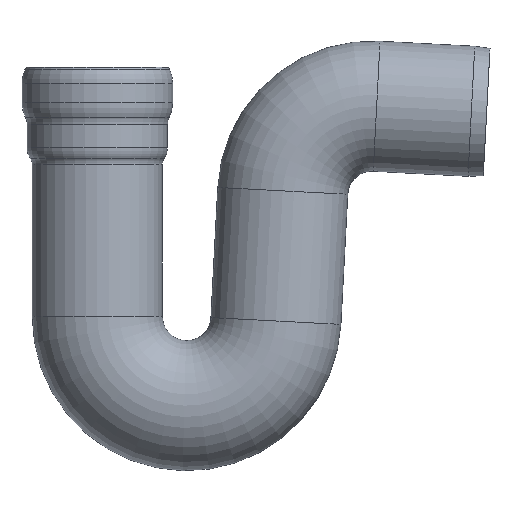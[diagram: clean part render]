
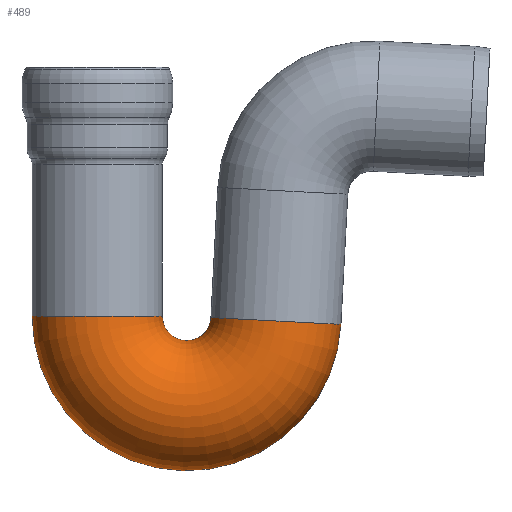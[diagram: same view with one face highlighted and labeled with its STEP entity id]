
A CAD part, front view. The second image highlights one B-rep face of the part: STEP entity #489.
In plain terms, the highlighted toroidal (fillet/blend) face has major radius 700 mm and minor radius 510 mm.
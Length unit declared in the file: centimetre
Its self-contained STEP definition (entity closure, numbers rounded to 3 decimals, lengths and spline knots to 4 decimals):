
#43=TOROIDAL_SURFACE('',#575,70.,51.);
#67=FACE_OUTER_BOUND('',#98,.T.);
#98=EDGE_LOOP('',(#433,#434,#435,#436));
#187=CIRCLE('',#574,51.);
#188=CIRCLE('',#576,19.);
#189=CIRCLE('',#577,51.);
#234=VERTEX_POINT('',#909);
#235=VERTEX_POINT('',#913);
#302=EDGE_CURVE('',#234,#234,#187,.T.);
#303=EDGE_CURVE('',#234,#235,#188,.T.);
#304=EDGE_CURVE('',#235,#235,#189,.T.);
#433=ORIENTED_EDGE('',*,*,#302,.F.);
#434=ORIENTED_EDGE('',*,*,#303,.T.);
#435=ORIENTED_EDGE('',*,*,#304,.T.);
#436=ORIENTED_EDGE('',*,*,#303,.F.);
#489=ADVANCED_FACE('',(#67),#43,.T.);
#574=AXIS2_PLACEMENT_3D('',#911,#751,#752);
#575=AXIS2_PLACEMENT_3D('',#912,#753,#754);
#576=AXIS2_PLACEMENT_3D('',#914,#755,#756);
#577=AXIS2_PLACEMENT_3D('',#915,#757,#758);
#751=DIRECTION('center_axis',(0.052,0.,0.999));
#752=DIRECTION('ref_axis',(0.999,0.,-0.052));
#753=DIRECTION('center_axis',(0.,-1.,0.));
#754=DIRECTION('ref_axis',(1.,0.,0.));
#755=DIRECTION('center_axis',(0.,1.,0.));
#756=DIRECTION('ref_axis',(1.,0.,0.));
#757=DIRECTION('center_axis',(0.,0.,-1.));
#758=DIRECTION('ref_axis',(-1.,0.,0.));
#909=CARTESIAN_POINT('',(88.974,0.,-195.9944));
#911=CARTESIAN_POINT('Origin',(139.9041,0.,-198.6635));
#912=CARTESIAN_POINT('Origin',(70.,0.,-195.));
#913=CARTESIAN_POINT('',(51.,0.,-195.));
#914=CARTESIAN_POINT('Origin',(70.,0.,-195.));
#915=CARTESIAN_POINT('Origin',(0.,0.,
-195.));
